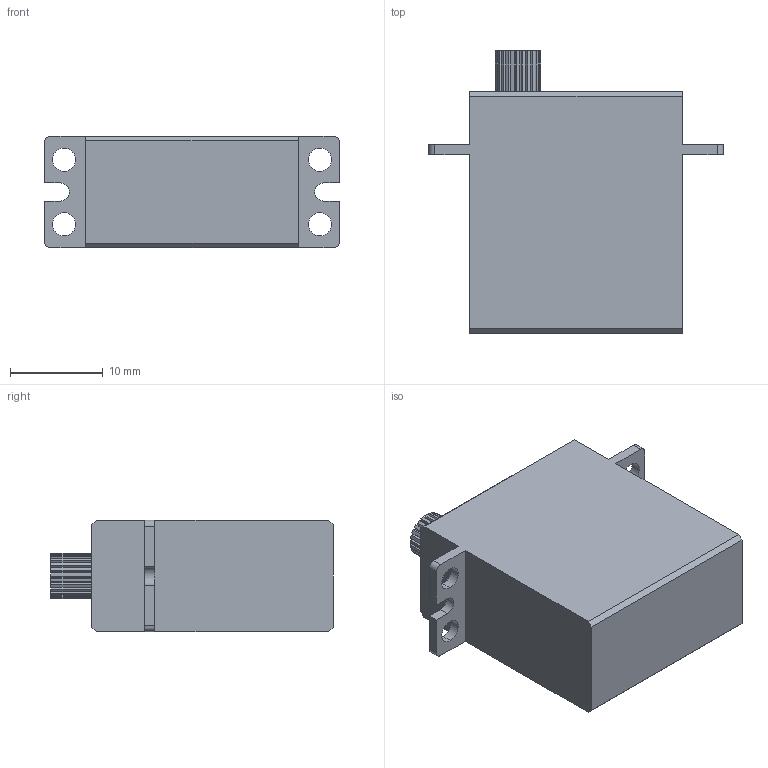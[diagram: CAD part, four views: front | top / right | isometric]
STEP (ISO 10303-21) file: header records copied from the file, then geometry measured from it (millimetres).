
FILE_DESCRIPTION (( 'STEP AP203' ), '1' );
FILE_NAME ('KST_Servo_Default_sldprt.STEP', '2023-07-18T01:03:46', ( '' ), ( '' ), 'SwSTEP 2.0', 'SolidWorks 2022', '' );
FILE_SCHEMA (( 'CONFIG_CONTROL_DESIGN' ));
Length unit declared in the file: millimetre
Products named in the file (1): KST_Servo_Default_sldprt
Bounding box: 31.74 x 30.41 x 11.98 mm (x, y, z)
Volume: 7267.8 mm3; surface area: 2692.1 mm2
Topology: 1 solids, 1 shells, 117 faces, 339 edges, 226 vertices
Faces by surface type: plane 76, cylinder 41
Entity records: 3948 total; most frequent: CARTESIAN_POINT 683, ORIENTED_EDGE 678, DIRECTION 657, EDGE_CURVE 339, VECTOR 257, LINE 257, VERTEX_POINT 226, AXIS2_PLACEMENT_3D 200
